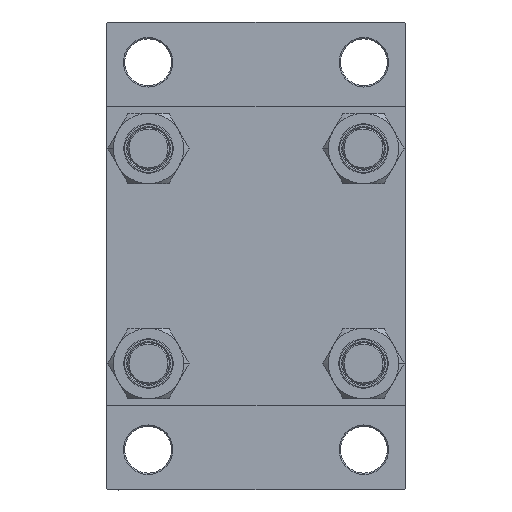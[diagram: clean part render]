
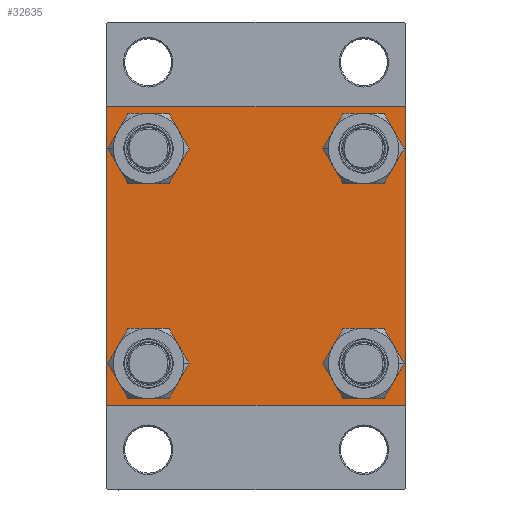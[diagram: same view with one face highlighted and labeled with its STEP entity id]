
A CAD part, left-side view. The second image highlights one B-rep face of the part: STEP entity #32635.
In plain terms, the highlighted planar face has unit normal (-1, 0, 0).
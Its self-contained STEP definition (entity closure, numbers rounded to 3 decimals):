
#372 = LINE ( 'NONE', #22251, #11802 ) ;
#1308 = CARTESIAN_POINT ( 'NONE',  ( 0., -41.35, -41.35 ) ) ;
#1777 = ORIENTED_EDGE ( 'NONE', *, *, #40063, .T. ) ;
#2536 = CIRCLE ( 'NONE', #14970, 8.5 ) ;
#3135 = LINE ( 'NONE', #44025, #37406 ) ;
#3298 = CARTESIAN_POINT ( 'NONE',  ( 0., 41.35, -41.35 ) ) ;
#4378 = DIRECTION ( 'NONE',  ( 1., 0., 0. ) ) ;
#4725 = DIRECTION ( 'NONE',  ( 1., 0., 0. ) ) ;
#5118 = VERTEX_POINT ( 'NONE', #38407 ) ;
#5186 = EDGE_CURVE ( 'NONE', #44344, #5708, #19885, .T. ) ;
#5708 = VERTEX_POINT ( 'NONE', #18812 ) ;
#5945 = EDGE_LOOP ( 'NONE', ( #47069, #22459, #17858, #10575, #11550, #37356, #12322, #8369 ) ) ;
#6012 = ORIENTED_EDGE ( 'NONE', *, *, #43203, .T. ) ;
#6193 = CIRCLE ( 'NONE', #13168, 8.5 ) ;
#6474 = DIRECTION ( 'NONE',  ( 0., 0., -1. ) ) ;
#6915 = CARTESIAN_POINT ( 'NONE',  ( 0., 57.5, 57. ) ) ;
#7273 = PLANE ( 'NONE',  #34135 ) ;
#8369 = ORIENTED_EDGE ( 'NONE', *, *, #46478, .T. ) ;
#8525 = CARTESIAN_POINT ( 'NONE',  ( 0., -57.25, -57.25 ) ) ;
#8578 = VECTOR ( 'NONE', #33785, 1000. ) ;
#8696 = CARTESIAN_POINT ( 'NONE',  ( 0., 41.35, 49.85 ) ) ;
#9336 = CARTESIAN_POINT ( 'NONE',  ( 0., 41.35, 32.85 ) ) ;
#9509 = VERTEX_POINT ( 'NONE', #38977 ) ;
#9640 = VERTEX_POINT ( 'NONE', #18244 ) ;
#10108 = LINE ( 'NONE', #39097, #23343 ) ;
#10572 = VERTEX_POINT ( 'NONE', #32157 ) ;
#10575 = ORIENTED_EDGE ( 'NONE', *, *, #35340, .T. ) ;
#10677 = DIRECTION ( 'NONE',  ( 0., 0., -1. ) ) ;
#11444 = DIRECTION ( 'NONE',  ( 0., 0., 1. ) ) ;
#11529 = DIRECTION ( 'NONE',  ( 1., 0., 0. ) ) ;
#11550 = ORIENTED_EDGE ( 'NONE', *, *, #43812, .F. ) ;
#11765 = DIRECTION ( 'NONE',  ( 0., 0., 1. ) ) ;
#11802 = VECTOR ( 'NONE', #33946, 1000. ) ;
#11945 = DIRECTION ( 'NONE',  ( 1., 0., 0. ) ) ;
#12186 = DIRECTION ( 'NONE',  ( 0., -0.707, 0.707 ) ) ;
#12206 = CARTESIAN_POINT ( 'NONE',  ( 0., 41.35, 41.35 ) ) ;
#12322 = ORIENTED_EDGE ( 'NONE', *, *, #21049, .F. ) ;
#12510 = EDGE_CURVE ( 'NONE', #47501, #47052, #13566, .T. ) ;
#12547 = AXIS2_PLACEMENT_3D ( 'NONE', #38512, #31430, #45807 ) ;
#12682 = DIRECTION ( 'NONE',  ( 0., 0., 1. ) ) ;
#13168 = AXIS2_PLACEMENT_3D ( 'NONE', #19873, #45212, #34731 ) ;
#13290 = EDGE_LOOP ( 'NONE', ( #6012, #47687 ) ) ;
#13355 = ORIENTED_EDGE ( 'NONE', *, *, #31921, .T. ) ;
#13566 = CIRCLE ( 'NONE', #31402, 8.5 ) ;
#13997 = VERTEX_POINT ( 'NONE', #37904 ) ;
#14970 = AXIS2_PLACEMENT_3D ( 'NONE', #45509, #4378, #11444 ) ;
#15222 = DIRECTION ( 'NONE',  ( 0., 0., 1. ) ) ;
#15277 = VERTEX_POINT ( 'NONE', #6915 ) ;
#16504 = VERTEX_POINT ( 'NONE', #9336 ) ;
#16722 = CARTESIAN_POINT ( 'NONE',  ( 0., -57.25, 57.25 ) ) ;
#17110 = AXIS2_PLACEMENT_3D ( 'NONE', #12206, #38718, #30438 ) ;
#17858 = ORIENTED_EDGE ( 'NONE', *, *, #22027, .T. ) ;
#17978 = CIRCLE ( 'NONE', #33509, 8.5 ) ;
#18244 = CARTESIAN_POINT ( 'NONE',  ( 0., -57., -57.5 ) ) ;
#18434 = FACE_BOUND ( 'NONE', #20690, .T. ) ;
#18482 = CARTESIAN_POINT ( 'NONE',  ( 0., -41.35, 49.85 ) ) ;
#18516 = ORIENTED_EDGE ( 'NONE', *, *, #44687, .T. ) ;
#18598 = CARTESIAN_POINT ( 'NONE',  ( 0., 57.5, -57.5 ) ) ;
#18679 = FACE_OUTER_BOUND ( 'NONE', #5945, .T. ) ;
#18812 = CARTESIAN_POINT ( 'NONE',  ( 0., -57., 57.5 ) ) ;
#19171 = CARTESIAN_POINT ( 'NONE',  ( 0., 57.5, 57.5 ) ) ;
#19425 = CIRCLE ( 'NONE', #17110, 8.5 ) ;
#19472 = CIRCLE ( 'NONE', #20266, 8.5 ) ;
#19873 = CARTESIAN_POINT ( 'NONE',  ( 0., -41.35, 41.35 ) ) ;
#19885 = LINE ( 'NONE', #16722, #23255 ) ;
#19948 = LINE ( 'NONE', #8525, #38979 ) ;
#19998 = ORIENTED_EDGE ( 'NONE', *, *, #37094, .T. ) ;
#20266 = AXIS2_PLACEMENT_3D ( 'NONE', #3298, #36388, #15222 ) ;
#20690 = EDGE_LOOP ( 'NONE', ( #27967, #13355 ) ) ;
#21049 = EDGE_CURVE ( 'NONE', #9509, #5708, #45710, .T. ) ;
#21944 = EDGE_CURVE ( 'NONE', #38480, #23714, #19472, .T. ) ;
#22027 = EDGE_CURVE ( 'NONE', #13997, #9640, #25180, .T. ) ;
#22251 = CARTESIAN_POINT ( 'NONE',  ( 0., 57.25, -57.25 ) ) ;
#22459 = ORIENTED_EDGE ( 'NONE', *, *, #28401, .T. ) ;
#23255 = VECTOR ( 'NONE', #38636, 1000. ) ;
#23343 = VECTOR ( 'NONE', #6474, 1000. ) ;
#23351 = VECTOR ( 'NONE', #37350, 1000. ) ;
#23682 = DIRECTION ( 'NONE',  ( 0., 0., 1. ) ) ;
#23714 = VERTEX_POINT ( 'NONE', #24820 ) ;
#24820 = CARTESIAN_POINT ( 'NONE',  ( 0., 41.35, -32.85 ) ) ;
#25180 = LINE ( 'NONE', #18598, #23351 ) ;
#26559 = VECTOR ( 'NONE', #47100, 1000. ) ;
#27225 = CARTESIAN_POINT ( 'NONE',  ( 0., 57.5, -57. ) ) ;
#27246 = CARTESIAN_POINT ( 'NONE',  ( 0., 41.35, 41.35 ) ) ;
#27967 = ORIENTED_EDGE ( 'NONE', *, *, #12510, .T. ) ;
#28401 = EDGE_CURVE ( 'NONE', #41492, #13997, #372, .T. ) ;
#29094 = CARTESIAN_POINT ( 'NONE',  ( 0., 41.35, -49.85 ) ) ;
#30108 = DIRECTION ( 'NONE',  ( 0., 0., 1. ) ) ;
#30438 = DIRECTION ( 'NONE',  ( 0., 0., 1. ) ) ;
#31170 = CIRCLE ( 'NONE', #12547, 8.5 ) ;
#31402 = AXIS2_PLACEMENT_3D ( 'NONE', #45107, #11529, #11765 ) ;
#31430 = DIRECTION ( 'NONE',  ( 1., 0., 0. ) ) ;
#31794 = EDGE_LOOP ( 'NONE', ( #18516, #41290 ) ) ;
#31921 = EDGE_CURVE ( 'NONE', #47052, #47501, #6193, .T. ) ;
#32157 = CARTESIAN_POINT ( 'NONE',  ( 0., -41.35, -32.85 ) ) ;
#32232 = LINE ( 'NONE', #43220, #26559 ) ;
#32537 = EDGE_LOOP ( 'NONE', ( #1777, #19998 ) ) ;
#32635 = ADVANCED_FACE ( 'NONE', ( #18434, #40622, #41346, #33282, #18679 ), #7273, .T. ) ;
#33282 = FACE_BOUND ( 'NONE', #13290, .T. ) ;
#33509 = AXIS2_PLACEMENT_3D ( 'NONE', #27246, #11945, #12682 ) ;
#33785 = DIRECTION ( 'NONE',  ( 0., -1., 0. ) ) ;
#33946 = DIRECTION ( 'NONE',  ( 0., -0.707, -0.707 ) ) ;
#34135 = AXIS2_PLACEMENT_3D ( 'NONE', #37182, #45223, #30108 ) ;
#34228 = AXIS2_PLACEMENT_3D ( 'NONE', #1308, #4725, #23682 ) ;
#34731 = DIRECTION ( 'NONE',  ( 0., 0., 1. ) ) ;
#35335 = EDGE_CURVE ( 'NONE', #16504, #47935, #17978, .T. ) ;
#35340 = EDGE_CURVE ( 'NONE', #9640, #44385, #19948, .T. ) ;
#35551 = EDGE_CURVE ( 'NONE', #15277, #41492, #3135, .T. ) ;
#36388 = DIRECTION ( 'NONE',  ( 1., 0., 0. ) ) ;
#37094 = EDGE_CURVE ( 'NONE', #5118, #10572, #2536, .T. ) ;
#37182 = CARTESIAN_POINT ( 'NONE',  ( 0., 0., 0. ) ) ;
#37350 = DIRECTION ( 'NONE',  ( 0., -1., 0. ) ) ;
#37356 = ORIENTED_EDGE ( 'NONE', *, *, #5186, .T. ) ;
#37406 = VECTOR ( 'NONE', #10677, 1000. ) ;
#37904 = CARTESIAN_POINT ( 'NONE',  ( 0., 57., -57.5 ) ) ;
#38407 = CARTESIAN_POINT ( 'NONE',  ( 0., -41.35, -49.85 ) ) ;
#38480 = VERTEX_POINT ( 'NONE', #29094 ) ;
#38512 = CARTESIAN_POINT ( 'NONE',  ( 0., 41.35, -41.35 ) ) ;
#38636 = DIRECTION ( 'NONE',  ( 0., 0.707, 0.707 ) ) ;
#38718 = DIRECTION ( 'NONE',  ( 1., 0., 0. ) ) ;
#38977 = CARTESIAN_POINT ( 'NONE',  ( 0., 57., 57.5 ) ) ;
#38979 = VECTOR ( 'NONE', #12186, 1000. ) ;
#39097 = CARTESIAN_POINT ( 'NONE',  ( 0., -57.5, 57.5 ) ) ;
#40063 = EDGE_CURVE ( 'NONE', #10572, #5118, #44319, .T. ) ;
#40622 = FACE_BOUND ( 'NONE', #32537, .T. ) ;
#41290 = ORIENTED_EDGE ( 'NONE', *, *, #21944, .T. ) ;
#41346 = FACE_BOUND ( 'NONE', #31794, .T. ) ;
#41492 = VERTEX_POINT ( 'NONE', #27225 ) ;
#42574 = CARTESIAN_POINT ( 'NONE',  ( 0., -57.5, -57. ) ) ;
#43203 = EDGE_CURVE ( 'NONE', #47935, #16504, #19425, .T. ) ;
#43220 = CARTESIAN_POINT ( 'NONE',  ( 0., 57.25, 57.25 ) ) ;
#43285 = CARTESIAN_POINT ( 'NONE',  ( 0., -41.35, 32.85 ) ) ;
#43812 = EDGE_CURVE ( 'NONE', #44344, #44385, #10108, .T. ) ;
#44025 = CARTESIAN_POINT ( 'NONE',  ( 0., 57.5, 57.5 ) ) ;
#44319 = CIRCLE ( 'NONE', #34228, 8.5 ) ;
#44344 = VERTEX_POINT ( 'NONE', #45252 ) ;
#44385 = VERTEX_POINT ( 'NONE', #42574 ) ;
#44687 = EDGE_CURVE ( 'NONE', #23714, #38480, #31170, .T. ) ;
#45107 = CARTESIAN_POINT ( 'NONE',  ( 0., -41.35, 41.35 ) ) ;
#45212 = DIRECTION ( 'NONE',  ( 1., 0., 0. ) ) ;
#45223 = DIRECTION ( 'NONE',  ( -1., 0., 0. ) ) ;
#45252 = CARTESIAN_POINT ( 'NONE',  ( 0., -57.5, 57. ) ) ;
#45509 = CARTESIAN_POINT ( 'NONE',  ( 0., -41.35, -41.35 ) ) ;
#45710 = LINE ( 'NONE', #19171, #8578 ) ;
#45807 = DIRECTION ( 'NONE',  ( 0., 0., 1. ) ) ;
#46478 = EDGE_CURVE ( 'NONE', #9509, #15277, #32232, .T. ) ;
#47052 = VERTEX_POINT ( 'NONE', #43285 ) ;
#47069 = ORIENTED_EDGE ( 'NONE', *, *, #35551, .T. ) ;
#47100 = DIRECTION ( 'NONE',  ( 0., 0.707, -0.707 ) ) ;
#47501 = VERTEX_POINT ( 'NONE', #18482 ) ;
#47687 = ORIENTED_EDGE ( 'NONE', *, *, #35335, .T. ) ;
#47935 = VERTEX_POINT ( 'NONE', #8696 ) ;
